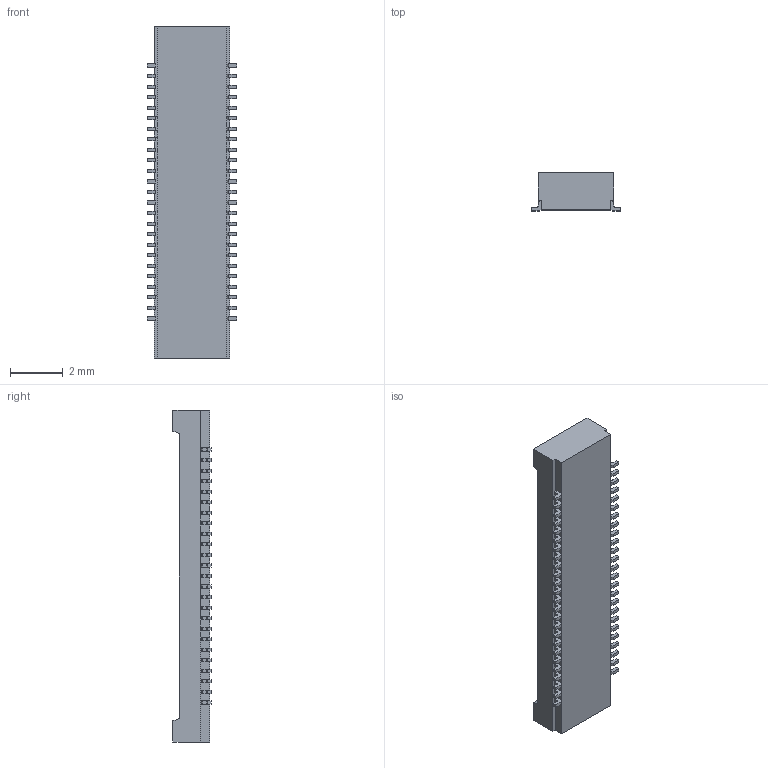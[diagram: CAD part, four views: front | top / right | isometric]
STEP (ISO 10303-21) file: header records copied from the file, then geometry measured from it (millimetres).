
FILE_DESCRIPTION (( 'STEP AP214' ), '1' );
FILE_NAME ('DF40C-50DS-0.4V(51).STEP', '2024-11-12T23:22:43', ( '' ), ( '' ), 'SwSTEP 2.0', 'SolidWorks 2021', '' );
FILE_SCHEMA (( 'AUTOMOTIVE_DESIGN' ));
Length unit declared in the file: millimetre
Products named in the file (1): DF40C-50DS-0.4V(51)
Bounding box: 3.38 x 1.45 x 12.6 mm (x, y, z)
Volume: 31.4 mm3; surface area: 169.1 mm2
Topology: 1 solids, 1 shells, 1095 faces, 2930 edges, 1940 vertices
Faces by surface type: plane 819, cylinder 183, bspline 87, cone 6
Entity records: 36392 total; most frequent: CARTESIAN_POINT 9336, ORIENTED_EDGE 5860, DIRECTION 5096, EDGE_CURVE 2930, LINE 2346, VECTOR 2346, VERTEX_POINT 1940, AXIS2_PLACEMENT_3D 1375
